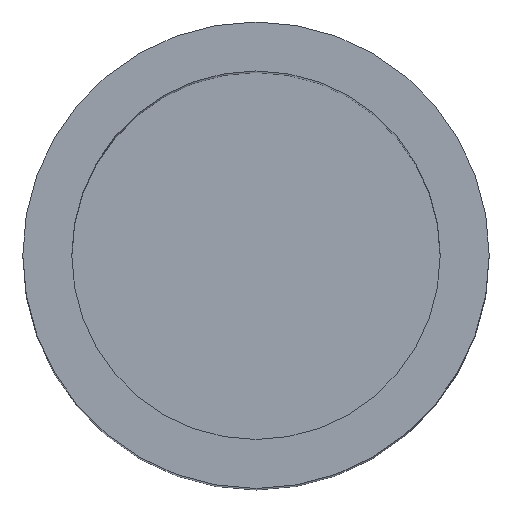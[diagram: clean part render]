
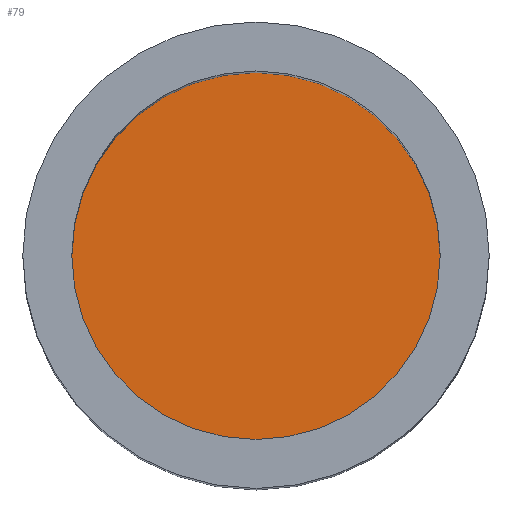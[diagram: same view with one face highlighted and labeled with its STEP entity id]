
A CAD part, top view. The second image highlights one B-rep face of the part: STEP entity #79.
In plain terms, the highlighted planar face has unit normal (0, 0, 1).
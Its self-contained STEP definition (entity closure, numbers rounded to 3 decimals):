
#18=PLANE('',#105);
#30=FACE_OUTER_BOUND('',#37,.T.);
#37=EDGE_LOOP('',(#72));
#43=CIRCLE('',#103,3.95);
#48=VERTEX_POINT('',#149);
#56=EDGE_CURVE('',#48,#48,#43,.T.);
#72=ORIENTED_EDGE('',*,*,#56,.T.);
#79=ADVANCED_FACE('',(#30),#18,.T.);
#103=AXIS2_PLACEMENT_3D('',#151,#128,#129);
#105=AXIS2_PLACEMENT_3D('',#153,#132,#133);
#128=DIRECTION('center_axis',(0.,0.,1.));
#129=DIRECTION('ref_axis',(1.,0.,0.));
#132=DIRECTION('center_axis',(0.,0.,1.));
#133=DIRECTION('ref_axis',(1.,0.,0.));
#149=CARTESIAN_POINT('',(-3.95,0.,2.));
#151=CARTESIAN_POINT('Origin',(0.,0.,2.));
#153=CARTESIAN_POINT('Origin',(0.,0.,2.));
